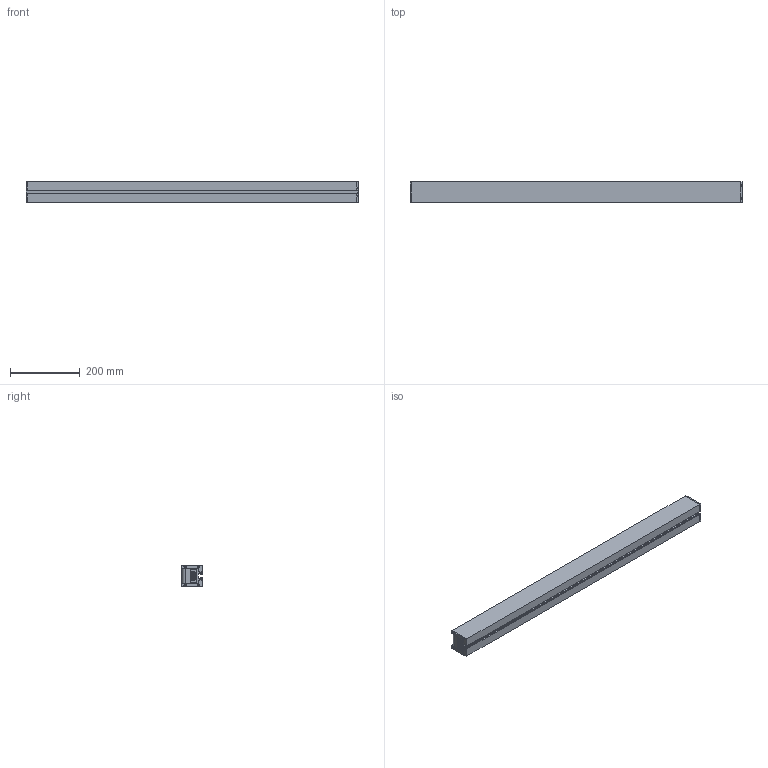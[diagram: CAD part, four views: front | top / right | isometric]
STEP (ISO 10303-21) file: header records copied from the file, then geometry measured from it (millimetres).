
FILE_DESCRIPTION(/* description */ ('STEP AP214'),/* implementation_level */ '2;1');
FILE_NAME(/* name */ '1025759.stp',/* time_stamp */ '2024-07-18T08:48:44+02:00',/* author */ ('Bo'),/* organization */ ('CADENAS'),/* preprocessor_version */ 'ST-DEVELOPER v20',/* originating_system */ 'Autodesk Inventor 2025',/* authorisation */ ' ');
FILE_SCHEMA (('AUTOMOTIVE_DESIGN { 1 0 10303 214 3 1 1 }'));
Length unit declared in the file: millimetre
Products named in the file (1): 1025759
Bounding box: 953 x 60.01 x 60 mm (x, y, z)
Volume: 3142150.8 mm3; surface area: 290319.7 mm2
Topology: 1 solids, 1 shells, 448 faces, 1207 edges, 790 vertices
Faces by surface type: plane 218, cylinder 202, torus 15, bspline 8, sphere 5
Full cylindrical faces by diameter (mm): 2 x5, 2.7 x3, 5.6 x8
Entity records: 14952 total; most frequent: CARTESIAN_POINT 2831, DIRECTION 2511, ORIENTED_EDGE 2404, EDGE_CURVE 1202, AXIS2_PLACEMENT_3D 882, VERTEX_POINT 790, LINE 747, VECTOR 747
